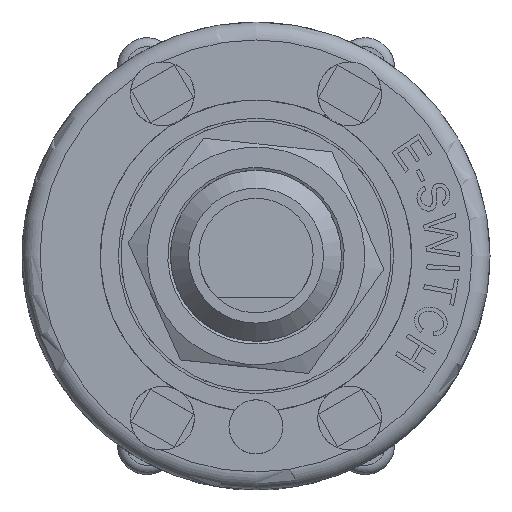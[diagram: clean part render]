
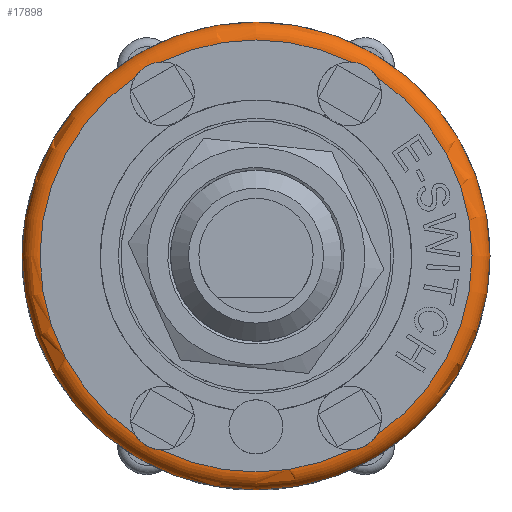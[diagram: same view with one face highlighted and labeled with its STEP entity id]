
A CAD part, top view. The second image highlights one B-rep face of the part: STEP entity #17898.
In plain terms, the highlighted toroidal (fillet/blend) face has major radius 12 mm and minor radius 1 mm.
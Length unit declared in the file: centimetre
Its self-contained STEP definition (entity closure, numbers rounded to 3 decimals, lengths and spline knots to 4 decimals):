
#26=TOROIDAL_SURFACE('',#19001,1.2,0.1);
#683=B_SPLINE_CURVE_WITH_KNOTS('',3,(#30663,#30664,#30665,#30666,#30667,
#30668,#30669,#30670,#30671,#30672,#30673,#30674),.UNSPECIFIED.,.F.,.F.,
(4,2,2,2,2,4),(-0.2692,-0.2446,-0.216,
-0.1921,-0.1645,-0.1357),.UNSPECIFIED.);
#684=B_SPLINE_CURVE_WITH_KNOTS('',3,(#30686,#30687,#30688,#30689,#30690,
#30691,#30692,#30693,#30694,#30695,#30696,#30697),.UNSPECIFIED.,.F.,.F.,
(4,2,2,2,2,4),(-0.2692,-0.2446,-0.216,
-0.1921,-0.1645,-0.1357),.UNSPECIFIED.);
#685=B_SPLINE_CURVE_WITH_KNOTS('',3,(#30714,#30715,#30716,#30717,#30718,
#30719,#30720,#30721,#30722,#30723,#30724,#30725),.UNSPECIFIED.,.F.,.F.,
(4,2,2,2,2,4),(-0.2692,-0.2446,-0.216,
-0.1921,-0.1645,-0.1357),.UNSPECIFIED.);
#686=B_SPLINE_CURVE_WITH_KNOTS('',3,(#30747,#30748,#30749,#30750,#30751,
#30752,#30753,#30754,#30755,#30756,#30757,#30758),.UNSPECIFIED.,.F.,.F.,
(4,2,2,2,2,4),(-0.2692,-0.2446,-0.216,
-0.1921,-0.1645,-0.1357),.UNSPECIFIED.);
#2193=FACE_OUTER_BOUND('',#3238,.T.);
#3238=EDGE_LOOP('',(#16535,#16536,#16537,#16538,#16539,#16540,#16541,#16542,
#16543,#16544,#16545,#16546));
#7345=CIRCLE('',#18954,1.3);
#7372=CIRCLE('',#19002,0.1);
#7373=CIRCLE('',#19003,1.2);
#7374=CIRCLE('',#19004,1.2);
#7375=CIRCLE('',#19005,1.2);
#7376=CIRCLE('',#19006,1.2);
#7377=CIRCLE('',#19007,1.2);
#9042=VERTEX_POINT('',#30625);
#9050=VERTEX_POINT('',#30661);
#9051=VERTEX_POINT('',#30662);
#9054=VERTEX_POINT('',#30684);
#9055=VERTEX_POINT('',#30685);
#9060=VERTEX_POINT('',#30712);
#9061=VERTEX_POINT('',#30713);
#9068=VERTEX_POINT('',#30745);
#9069=VERTEX_POINT('',#30746);
#9072=VERTEX_POINT('',#30768);
#11575=EDGE_CURVE('',#9042,#9042,#7345,.T.);
#11593=EDGE_CURVE('',#9050,#9051,#683,.T.);
#11599=EDGE_CURVE('',#9054,#9055,#684,.T.);
#11607=EDGE_CURVE('',#9060,#9061,#685,.T.);
#11617=EDGE_CURVE('',#9068,#9069,#686,.T.);
#11623=EDGE_CURVE('',#9042,#9072,#7372,.T.);
#11624=EDGE_CURVE('',#9072,#9060,#7373,.T.);
#11625=EDGE_CURVE('',#9061,#9054,#7374,.T.);
#11626=EDGE_CURVE('',#9055,#9050,#7375,.T.);
#11627=EDGE_CURVE('',#9051,#9068,#7376,.T.);
#11628=EDGE_CURVE('',#9069,#9072,#7377,.T.);
#16535=ORIENTED_EDGE('',*,*,#11575,.T.);
#16536=ORIENTED_EDGE('',*,*,#11623,.T.);
#16537=ORIENTED_EDGE('',*,*,#11624,.T.);
#16538=ORIENTED_EDGE('',*,*,#11607,.T.);
#16539=ORIENTED_EDGE('',*,*,#11625,.T.);
#16540=ORIENTED_EDGE('',*,*,#11599,.T.);
#16541=ORIENTED_EDGE('',*,*,#11626,.T.);
#16542=ORIENTED_EDGE('',*,*,#11593,.T.);
#16543=ORIENTED_EDGE('',*,*,#11627,.T.);
#16544=ORIENTED_EDGE('',*,*,#11617,.T.);
#16545=ORIENTED_EDGE('',*,*,#11628,.T.);
#16546=ORIENTED_EDGE('',*,*,#11623,.F.);
#17898=ADVANCED_FACE('',(#2193),#26,.T.);
#18954=AXIS2_PLACEMENT_3D('',#30626,#22901,#22902);
#19001=AXIS2_PLACEMENT_3D('',#30767,#23012,#23013);
#19002=AXIS2_PLACEMENT_3D('',#30769,#23014,#23015);
#19003=AXIS2_PLACEMENT_3D('',#30770,#23016,#23017);
#19004=AXIS2_PLACEMENT_3D('',#30771,#23018,#23019);
#19005=AXIS2_PLACEMENT_3D('',#30772,#23020,#23021);
#19006=AXIS2_PLACEMENT_3D('',#30773,#23022,#23023);
#19007=AXIS2_PLACEMENT_3D('',#30774,#23024,#23025);
#22901=DIRECTION('center_axis',(0.,0.,1.));
#22902=DIRECTION('ref_axis',(-1.,0.,0.));
#23012=DIRECTION('center_axis',(0.,0.,-1.));
#23013=DIRECTION('ref_axis',(-1.,0.,0.));
#23014=DIRECTION('center_axis',(0.,-1.,0.));
#23015=DIRECTION('ref_axis',(1.,0.,0.));
#23016=DIRECTION('center_axis',(0.,0.,-1.));
#23017=DIRECTION('ref_axis',(-1.,0.,0.));
#23018=DIRECTION('center_axis',(0.,0.,-1.));
#23019=DIRECTION('ref_axis',(-1.,0.,0.));
#23020=DIRECTION('center_axis',(0.,0.,-1.));
#23021=DIRECTION('ref_axis',(-1.,0.,0.));
#23022=DIRECTION('center_axis',(0.,0.,-1.));
#23023=DIRECTION('ref_axis',(-1.,0.,0.));
#23024=DIRECTION('center_axis',(0.,0.,-1.));
#23025=DIRECTION('ref_axis',(-1.,0.,0.));
#30625=CARTESIAN_POINT('',(1.3,0.,0.95));
#30626=CARTESIAN_POINT('Origin',(0.,0.,0.95));
#30661=CARTESIAN_POINT('',(-0.67,0.9955,1.05));
#30662=CARTESIAN_POINT('',(-0.5271,1.078,1.05));
#30663=CARTESIAN_POINT('Ctrl Pts',(-0.67,0.9955,
1.05));
#30664=CARTESIAN_POINT('Ctrl Pts',(-0.6646,1.0041,
1.05));
#30665=CARTESIAN_POINT('Ctrl Pts',(-0.6583,1.0124,
1.0498));
#30666=CARTESIAN_POINT('Ctrl Pts',(-0.6428,1.0294,
1.0491));
#30667=CARTESIAN_POINT('Ctrl Pts',(-0.6335,1.0377,
1.0488));
#30668=CARTESIAN_POINT('Ctrl Pts',(-0.615,1.051,1.0484));
#30669=CARTESIAN_POINT('Ctrl Pts',(-0.6061,1.0563,
1.0484));
#30670=CARTESIAN_POINT('Ctrl Pts',(-0.5859,1.0659,1.0487));
#30671=CARTESIAN_POINT('Ctrl Pts',(-0.5747,1.07,1.049));
#30672=CARTESIAN_POINT('Ctrl Pts',(-0.551,1.0759,1.0497));
#30673=CARTESIAN_POINT('Ctrl Pts',(-0.539,1.0775,
1.05));
#30674=CARTESIAN_POINT('Ctrl Pts',(-0.5271,1.078,
1.05));
#30684=CARTESIAN_POINT('',(-0.5271,-1.078,1.05));
#30685=CARTESIAN_POINT('',(-0.67,-0.9955,1.05));
#30686=CARTESIAN_POINT('Ctrl Pts',(-0.5271,-1.078,
1.05));
#30687=CARTESIAN_POINT('Ctrl Pts',(-0.5373,-1.0776,
1.05));
#30688=CARTESIAN_POINT('Ctrl Pts',(-0.5476,-1.0763,
1.0498));
#30689=CARTESIAN_POINT('Ctrl Pts',(-0.5701,-1.0714,1.0491));
#30690=CARTESIAN_POINT('Ctrl Pts',(-0.5819,-1.0675,
1.0488));
#30691=CARTESIAN_POINT('Ctrl Pts',(-0.6027,-1.0581,
1.0484));
#30692=CARTESIAN_POINT('Ctrl Pts',(-0.6117,-1.053,
1.0484));
#30693=CARTESIAN_POINT('Ctrl Pts',(-0.6301,-1.0404,
1.0487));
#30694=CARTESIAN_POINT('Ctrl Pts',(-0.6393,-1.0327,
1.049));
#30695=CARTESIAN_POINT('Ctrl Pts',(-0.6562,-1.0151,
1.0497));
#30696=CARTESIAN_POINT('Ctrl Pts',(-0.6637,-1.0055,
1.05));
#30697=CARTESIAN_POINT('Ctrl Pts',(-0.67,-0.9955,
1.05));
#30712=CARTESIAN_POINT('',(0.67,-0.9955,1.05));
#30713=CARTESIAN_POINT('',(0.5271,-1.078,1.05));
#30714=CARTESIAN_POINT('Ctrl Pts',(0.67,-0.9955,
1.05));
#30715=CARTESIAN_POINT('Ctrl Pts',(0.6646,-1.0041,
1.05));
#30716=CARTESIAN_POINT('Ctrl Pts',(0.6583,-1.0124,
1.0498));
#30717=CARTESIAN_POINT('Ctrl Pts',(0.6428,-1.0294,
1.0491));
#30718=CARTESIAN_POINT('Ctrl Pts',(0.6335,-1.0377,
1.0488));
#30719=CARTESIAN_POINT('Ctrl Pts',(0.615,-1.051,
1.0484));
#30720=CARTESIAN_POINT('Ctrl Pts',(0.6061,-1.0563,
1.0484));
#30721=CARTESIAN_POINT('Ctrl Pts',(0.5859,-1.0659,1.0487));
#30722=CARTESIAN_POINT('Ctrl Pts',(0.5747,-1.07,1.049));
#30723=CARTESIAN_POINT('Ctrl Pts',(0.551,-1.0759,
1.0497));
#30724=CARTESIAN_POINT('Ctrl Pts',(0.539,-1.0775,
1.05));
#30725=CARTESIAN_POINT('Ctrl Pts',(0.5271,-1.078,
1.05));
#30745=CARTESIAN_POINT('',(0.5271,1.078,1.05));
#30746=CARTESIAN_POINT('',(0.67,0.9955,1.05));
#30747=CARTESIAN_POINT('Ctrl Pts',(0.5271,1.078,1.05));
#30748=CARTESIAN_POINT('Ctrl Pts',(0.5373,1.0776,1.05));
#30749=CARTESIAN_POINT('Ctrl Pts',(0.5476,1.0763,1.0498));
#30750=CARTESIAN_POINT('Ctrl Pts',(0.5701,1.0714,1.0491));
#30751=CARTESIAN_POINT('Ctrl Pts',(0.5819,1.0675,1.0488));
#30752=CARTESIAN_POINT('Ctrl Pts',(0.6027,1.0581,1.0484));
#30753=CARTESIAN_POINT('Ctrl Pts',(0.6117,1.053,1.0484));
#30754=CARTESIAN_POINT('Ctrl Pts',(0.6301,1.0404,1.0487));
#30755=CARTESIAN_POINT('Ctrl Pts',(0.6393,1.0327,1.049));
#30756=CARTESIAN_POINT('Ctrl Pts',(0.6562,1.0151,1.0497));
#30757=CARTESIAN_POINT('Ctrl Pts',(0.6637,1.0055,1.05));
#30758=CARTESIAN_POINT('Ctrl Pts',(0.67,0.9955,
1.05));
#30767=CARTESIAN_POINT('Origin',(0.,0.,0.95));
#30768=CARTESIAN_POINT('',(1.2,0.,1.05));
#30769=CARTESIAN_POINT('Origin',(1.2,0.,0.95));
#30770=CARTESIAN_POINT('Origin',(0.,0.,1.05));
#30771=CARTESIAN_POINT('Origin',(0.,0.,1.05));
#30772=CARTESIAN_POINT('Origin',(0.,0.,1.05));
#30773=CARTESIAN_POINT('Origin',(0.,0.,1.05));
#30774=CARTESIAN_POINT('Origin',(0.,0.,1.05));
